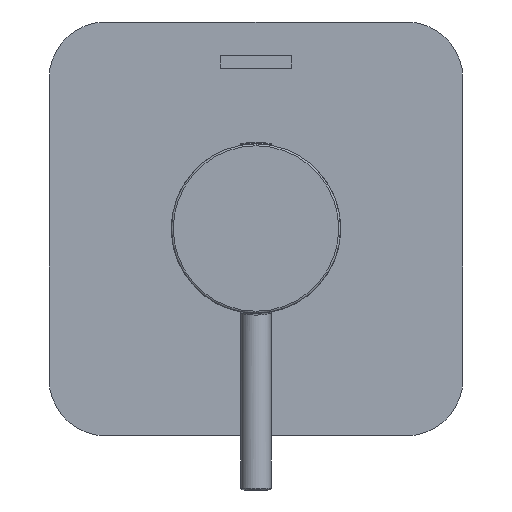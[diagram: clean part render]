
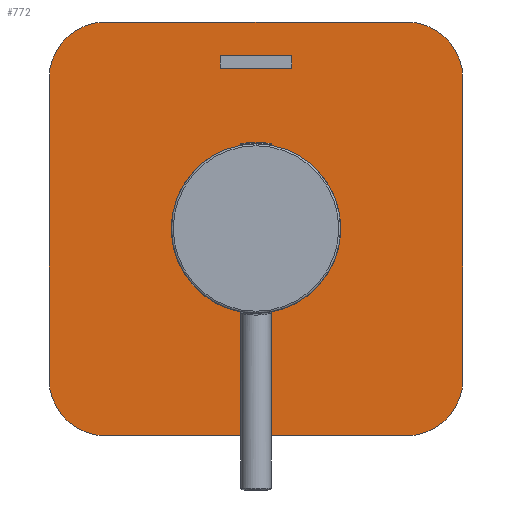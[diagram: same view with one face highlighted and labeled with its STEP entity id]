
A CAD part, top view. The second image highlights one B-rep face of the part: STEP entity #772.
In plain terms, the highlighted planar face has unit normal (0, 0, 1).
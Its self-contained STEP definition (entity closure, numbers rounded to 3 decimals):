
#91 = DIRECTION ( 'NONE',  ( -1., 0., 0. ) ) ;
#235 = DIRECTION ( 'NONE',  ( 0., -1., 0. ) ) ;
#268 = CARTESIAN_POINT ( 'NONE',  ( 0., 12.75, 52. ) ) ;
#619 = CARTESIAN_POINT ( 'NONE',  ( 9.5, -30., 52. ) ) ;
#772 = ADVANCED_FACE ( 'NONE', ( #6432, #12128, #11304 ), #10353, .F. ) ;
#788 = VECTOR ( 'NONE', #869, 1000. ) ;
#823 = ORIENTED_EDGE ( 'NONE', *, *, #10179, .T. ) ;
#869 = DIRECTION ( 'NONE',  ( -1., 0., 0. ) ) ;
#877 = EDGE_CURVE ( 'NONE', #12264, #12468, #5248, .T. ) ;
#888 = DIRECTION ( 'NONE',  ( -1., 0., 0. ) ) ;
#1054 = EDGE_LOOP ( 'NONE', ( #4164, #4952, #12519, #6950, #2550, #7646, #1402, #7431 ) ) ;
#1393 = DIRECTION ( 'NONE',  ( 0., 1., 0. ) ) ;
#1402 = ORIENTED_EDGE ( 'NONE', *, *, #2394, .F. ) ;
#1427 = DIRECTION ( 'NONE',  ( 1., 0., 0. ) ) ;
#1761 = CARTESIAN_POINT ( 'NONE',  ( 40., -85., 52. ) ) ;
#2054 = EDGE_LOOP ( 'NONE', ( #4511, #7846, #4454, #12016 ) ) ;
#2090 = LINE ( 'NONE', #8022, #7258 ) ;
#2092 = EDGE_CURVE ( 'NONE', #9370, #11264, #2090, .T. ) ;
#2137 = CARTESIAN_POINT ( 'NONE',  ( 55., 25., 52. ) ) ;
#2195 = VECTOR ( 'NONE', #12430, 1000. ) ;
#2315 = CARTESIAN_POINT ( 'NONE',  ( 40., -70., 52. ) ) ;
#2394 = EDGE_CURVE ( 'NONE', #11842, #7916, #11802, .T. ) ;
#2490 = EDGE_CURVE ( 'NONE', #2770, #11264, #5212, .T. ) ;
#2550 = ORIENTED_EDGE ( 'NONE', *, *, #11883, .F. ) ;
#2741 = EDGE_CURVE ( 'NONE', #7567, #7127, #2806, .T. ) ;
#2770 = VERTEX_POINT ( 'NONE', #6576 ) ;
#2806 = LINE ( 'NONE', #3753, #9042 ) ;
#3316 = DIRECTION ( 'NONE',  ( 0., 0., -1. ) ) ;
#3424 = CARTESIAN_POINT ( 'NONE',  ( 0., -30., 52. ) ) ;
#3445 = CARTESIAN_POINT ( 'NONE',  ( 0., -30., 52. ) ) ;
#3484 = DIRECTION ( 'NONE',  ( -1., 0., 0. ) ) ;
#3531 = CIRCLE ( 'NONE', #5573, 15. ) ;
#3545 = VERTEX_POINT ( 'NONE', #1761 ) ;
#3677 = CARTESIAN_POINT ( 'NONE',  ( 0., 16., 52. ) ) ;
#3753 = CARTESIAN_POINT ( 'NONE',  ( -9.5, -30., 52. ) ) ;
#3787 = CARTESIAN_POINT ( 'NONE',  ( -21.25, -30., 52. ) ) ;
#3848 = CARTESIAN_POINT ( 'NONE',  ( 55., -85., 52. ) ) ;
#3876 = DIRECTION ( 'NONE',  ( 0., -1., 0. ) ) ;
#3893 = DIRECTION ( 'NONE',  ( -1., 0., 0. ) ) ;
#3985 = AXIS2_PLACEMENT_3D ( 'NONE', #8368, #6404, #7236 ) ;
#3993 = AXIS2_PLACEMENT_3D ( 'NONE', #3445, #3316, #7350 ) ;
#4164 = ORIENTED_EDGE ( 'NONE', *, *, #6492, .F. ) ;
#4282 = LINE ( 'NONE', #8173, #8038 ) ;
#4329 = ORIENTED_EDGE ( 'NONE', *, *, #877, .T. ) ;
#4454 = ORIENTED_EDGE ( 'NONE', *, *, #7319, .F. ) ;
#4477 = CARTESIAN_POINT ( 'NONE',  ( 9.5, 12.75, 52. ) ) ;
#4511 = ORIENTED_EDGE ( 'NONE', *, *, #2741, .F. ) ;
#4952 = ORIENTED_EDGE ( 'NONE', *, *, #2490, .T. ) ;
#5022 = AXIS2_PLACEMENT_3D ( 'NONE', #8734, #8922, #3893 ) ;
#5212 = CIRCLE ( 'NONE', #3985, 15. ) ;
#5237 = VERTEX_POINT ( 'NONE', #11758 ) ;
#5248 = CIRCLE ( 'NONE', #6430, 21.25 ) ;
#5406 = VECTOR ( 'NONE', #235, 1000. ) ;
#5573 = AXIS2_PLACEMENT_3D ( 'NONE', #11291, #10343, #12301 ) ;
#5889 = DIRECTION ( 'NONE',  ( 0., 0., 1. ) ) ;
#6051 = CARTESIAN_POINT ( 'NONE',  ( -9.5, 12.75, 52. ) ) ;
#6254 = CIRCLE ( 'NONE', #5022, 15. ) ;
#6332 = CARTESIAN_POINT ( 'NONE',  ( -55., -70., 52. ) ) ;
#6404 = DIRECTION ( 'NONE',  ( 0., 0., 1. ) ) ;
#6430 = AXIS2_PLACEMENT_3D ( 'NONE', #10543, #10476, #888 ) ;
#6432 = FACE_OUTER_BOUND ( 'NONE', #1054, .T. ) ;
#6492 = EDGE_CURVE ( 'NONE', #2770, #5237, #4282, .T. ) ;
#6554 = DIRECTION ( 'NONE',  ( 1., 0., 0. ) ) ;
#6576 = CARTESIAN_POINT ( 'NONE',  ( -40., 25., 52. ) ) ;
#6612 = CARTESIAN_POINT ( 'NONE',  ( 21.25, -30., 52. ) ) ;
#6808 = EDGE_CURVE ( 'NONE', #3545, #7916, #7214, .T. ) ;
#6876 = EDGE_CURVE ( 'NONE', #9370, #9332, #3531, .T. ) ;
#6950 = ORIENTED_EDGE ( 'NONE', *, *, #6876, .T. ) ;
#7127 = VERTEX_POINT ( 'NONE', #6051 ) ;
#7192 = DIRECTION ( 'NONE',  ( 0., 1., 0. ) ) ;
#7214 = CIRCLE ( 'NONE', #11869, 15. ) ;
#7236 = DIRECTION ( 'NONE',  ( -1., 0., 0. ) ) ;
#7258 = VECTOR ( 'NONE', #7192, 1000. ) ;
#7315 = LINE ( 'NONE', #619, #7909 ) ;
#7319 = EDGE_CURVE ( 'NONE', #8362, #12218, #7315, .T. ) ;
#7350 = DIRECTION ( 'NONE',  ( -1., 0., 0. ) ) ;
#7431 = ORIENTED_EDGE ( 'NONE', *, *, #8638, .T. ) ;
#7567 = VERTEX_POINT ( 'NONE', #10847 ) ;
#7646 = ORIENTED_EDGE ( 'NONE', *, *, #6808, .T. ) ;
#7846 = ORIENTED_EDGE ( 'NONE', *, *, #9850, .F. ) ;
#7876 = LINE ( 'NONE', #3848, #788 ) ;
#7909 = VECTOR ( 'NONE', #1393, 1000. ) ;
#7910 = AXIS2_PLACEMENT_3D ( 'NONE', #3424, #8454, #3484 ) ;
#7916 = VERTEX_POINT ( 'NONE', #9602 ) ;
#8022 = CARTESIAN_POINT ( 'NONE',  ( -55., -85., 52. ) ) ;
#8038 = VECTOR ( 'NONE', #1427, 1000. ) ;
#8173 = CARTESIAN_POINT ( 'NONE',  ( -55., 25., 52. ) ) ;
#8362 = VERTEX_POINT ( 'NONE', #4477 ) ;
#8368 = CARTESIAN_POINT ( 'NONE',  ( -40., 10., 52. ) ) ;
#8454 = DIRECTION ( 'NONE',  ( 0., 0., -1. ) ) ;
#8638 = EDGE_CURVE ( 'NONE', #11842, #5237, #6254, .T. ) ;
#8734 = CARTESIAN_POINT ( 'NONE',  ( 40., 10., 52. ) ) ;
#8922 = DIRECTION ( 'NONE',  ( 0., 0., 1. ) ) ;
#9042 = VECTOR ( 'NONE', #3876, 1000. ) ;
#9226 = EDGE_LOOP ( 'NONE', ( #823, #4329 ) ) ;
#9332 = VERTEX_POINT ( 'NONE', #12080 ) ;
#9370 = VERTEX_POINT ( 'NONE', #6332 ) ;
#9602 = CARTESIAN_POINT ( 'NONE',  ( 55., -70., 52. ) ) ;
#9692 = EDGE_CURVE ( 'NONE', #7127, #8362, #12118, .T. ) ;
#9820 = CARTESIAN_POINT ( 'NONE',  ( 55., 10., 52. ) ) ;
#9850 = EDGE_CURVE ( 'NONE', #12218, #7567, #12376, .T. ) ;
#10179 = EDGE_CURVE ( 'NONE', #12468, #12264, #12093, .T. ) ;
#10343 = DIRECTION ( 'NONE',  ( 0., 0., 1. ) ) ;
#10353 = PLANE ( 'NONE',  #7910 ) ;
#10476 = DIRECTION ( 'NONE',  ( 0., 0., -1. ) ) ;
#10543 = CARTESIAN_POINT ( 'NONE',  ( 0., -30., 52. ) ) ;
#10745 = CARTESIAN_POINT ( 'NONE',  ( -55., 10., 52. ) ) ;
#10847 = CARTESIAN_POINT ( 'NONE',  ( -9.5, 16., 52. ) ) ;
#11264 = VERTEX_POINT ( 'NONE', #10745 ) ;
#11291 = CARTESIAN_POINT ( 'NONE',  ( -40., -70., 52. ) ) ;
#11304 = FACE_BOUND ( 'NONE', #2054, .T. ) ;
#11420 = CARTESIAN_POINT ( 'NONE',  ( 9.5, 16., 52. ) ) ;
#11758 = CARTESIAN_POINT ( 'NONE',  ( 40., 25., 52. ) ) ;
#11802 = LINE ( 'NONE', #2137, #5406 ) ;
#11842 = VERTEX_POINT ( 'NONE', #9820 ) ;
#11869 = AXIS2_PLACEMENT_3D ( 'NONE', #2315, #5889, #91 ) ;
#11883 = EDGE_CURVE ( 'NONE', #3545, #9332, #7876, .T. ) ;
#12016 = ORIENTED_EDGE ( 'NONE', *, *, #9692, .F. ) ;
#12080 = CARTESIAN_POINT ( 'NONE',  ( -40., -85., 52. ) ) ;
#12093 = CIRCLE ( 'NONE', #3993, 21.25 ) ;
#12118 = LINE ( 'NONE', #268, #12524 ) ;
#12128 = FACE_BOUND ( 'NONE', #9226, .T. ) ;
#12218 = VERTEX_POINT ( 'NONE', #11420 ) ;
#12264 = VERTEX_POINT ( 'NONE', #6612 ) ;
#12301 = DIRECTION ( 'NONE',  ( -1., 0., 0. ) ) ;
#12376 = LINE ( 'NONE', #3677, #2195 ) ;
#12430 = DIRECTION ( 'NONE',  ( -1., 0., 0. ) ) ;
#12468 = VERTEX_POINT ( 'NONE', #3787 ) ;
#12519 = ORIENTED_EDGE ( 'NONE', *, *, #2092, .F. ) ;
#12524 = VECTOR ( 'NONE', #6554, 1000. ) ;
